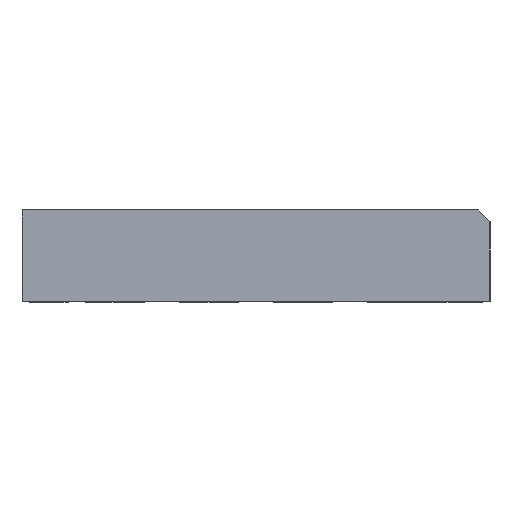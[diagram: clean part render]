
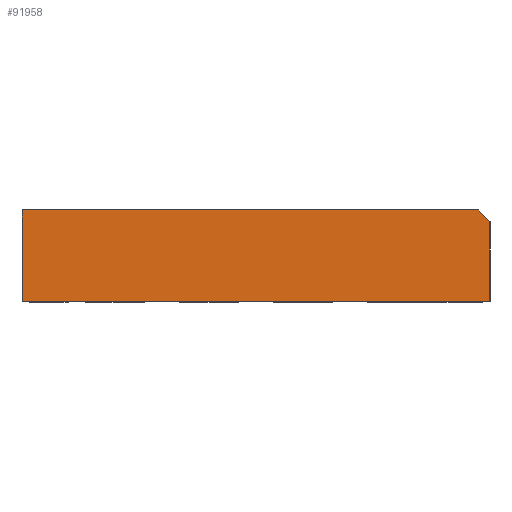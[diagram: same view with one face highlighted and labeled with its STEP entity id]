
A CAD part, left-side view. The second image highlights one B-rep face of the part: STEP entity #91958.
In plain terms, the highlighted planar face has unit normal (-1, 0, 0).
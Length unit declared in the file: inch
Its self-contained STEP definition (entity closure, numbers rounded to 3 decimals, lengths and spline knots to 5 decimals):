
#1608 = EDGE_LOOP ( 'NONE', ( #19101, #19102, #19103, #19104, #19105 ) ) ;
#2576 = VERTEX_POINT ( 'NONE', #36208 ) ;
#2584 = VERTEX_POINT ( 'NONE', #36213 ) ;
#4408 = VERTEX_POINT ( 'NONE', #45424 ) ;
#4435 = VERTEX_POINT ( 'NONE', #45477 ) ;
#9846 = EDGE_CURVE ( 'NONE', #4408, #4435, #56240, .T. ) ;
#12626 = LINE ( 'NONE', #26047, #12633 ) ;
#12630 = LINE ( 'NONE', #26051, #12635 ) ;
#12632 = LINE ( 'NONE', #26055, #12637 ) ;
#12633 = VECTOR ( 'NONE', #26057, 39.37008 ) ;
#12635 = VECTOR ( 'NONE', #26059, 39.37008 ) ;
#12637 = VECTOR ( 'NONE', #26061, 39.37008 ) ;
#14361 = CARTESIAN_POINT ( 'NONE',  ( -0.498, -0.498, 0.17 ) ) ;
#19101 = ORIENTED_EDGE ( 'NONE', *, *, #19293, .F. ) ;
#19102 = ORIENTED_EDGE ( 'NONE', *, *, #19294, .T. ) ;
#19103 = ORIENTED_EDGE ( 'NONE', *, *, #9846, .F. ) ;
#19104 = ORIENTED_EDGE ( 'NONE', *, *, #19292, .T. ) ;
#19105 = ORIENTED_EDGE ( 'NONE', *, *, #96409, .T. ) ;
#19292 = EDGE_CURVE ( 'NONE', #4408, #2584, #12626, .T. ) ;
#19293 = EDGE_CURVE ( 'NONE', #39375, #2576, #12630, .T. ) ;
#19294 = EDGE_CURVE ( 'NONE', #39375, #4435, #12632, .T. ) ;
#26047 = CARTESIAN_POINT ( 'NONE',  ( -0.498, 0.498, 0.195 ) ) ;
#26051 = CARTESIAN_POINT ( 'NONE',  ( -0.498, -0.498, 0.195 ) ) ;
#26055 = CARTESIAN_POINT ( 'NONE',  ( -0.498, -0.473, 0.195 ) ) ;
#26057 = DIRECTION ( 'NONE',  ( 0., 0., -1. ) ) ;
#26059 = DIRECTION ( 'NONE',  ( 0., 0., -1. ) ) ;
#26061 = DIRECTION ( 'NONE',  ( 0., 0.707, 0.707 ) ) ;
#36208 = CARTESIAN_POINT ( 'NONE',  ( -0.498, -0.498, 0. ) ) ;
#36213 = CARTESIAN_POINT ( 'NONE',  ( -0.498, 0.498, 0. ) ) ;
#39375 = VERTEX_POINT ( 'NONE', #14361 ) ;
#45424 = CARTESIAN_POINT ( 'NONE',  ( -0.498, 0.498, 0.195 ) ) ;
#45477 = CARTESIAN_POINT ( 'NONE',  ( -0.498, -0.473, 0.195 ) ) ;
#49663 = PLANE ( 'NONE',  #50726 ) ;
#49684 = CARTESIAN_POINT ( 'NONE',  ( -0.498, -0.498, 0.195 ) ) ;
#49685 = DIRECTION ( 'NONE',  ( 1., 0., 0. ) ) ;
#49686 = DIRECTION ( 'NONE',  ( 0., 0., -1. ) ) ;
#50726 = AXIS2_PLACEMENT_3D ( 'NONE', #49684, #49685, #49686 ) ;
#51496 = FACE_OUTER_BOUND ( 'NONE', #1608, .T. ) ;
#56240 = LINE ( 'NONE', #60582, #56244 ) ;
#56244 = VECTOR ( 'NONE', #60605, 39.37008 ) ;
#60582 = CARTESIAN_POINT ( 'NONE',  ( -0.498, -0.498, 0.195 ) ) ;
#60605 = DIRECTION ( 'NONE',  ( 0., -1., 0. ) ) ;
#80984 = LINE ( 'NONE', #81512, #80987 ) ;
#80987 = VECTOR ( 'NONE', #81513, 39.37008 ) ;
#81512 = CARTESIAN_POINT ( 'NONE',  ( -0.498, -0.498, 0. ) ) ;
#81513 = DIRECTION ( 'NONE',  ( 0., -1., 0. ) ) ;
#91958 = ADVANCED_FACE ( 'NONE', ( #51496 ), #49663, .F. ) ;
#96409 = EDGE_CURVE ( 'NONE', #2584, #2576, #80984, .T. ) ;
